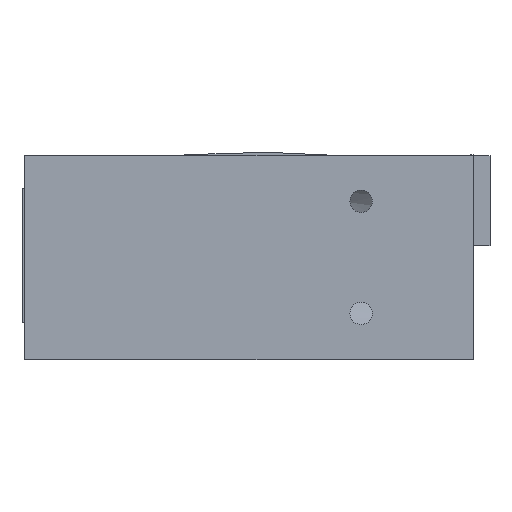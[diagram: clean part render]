
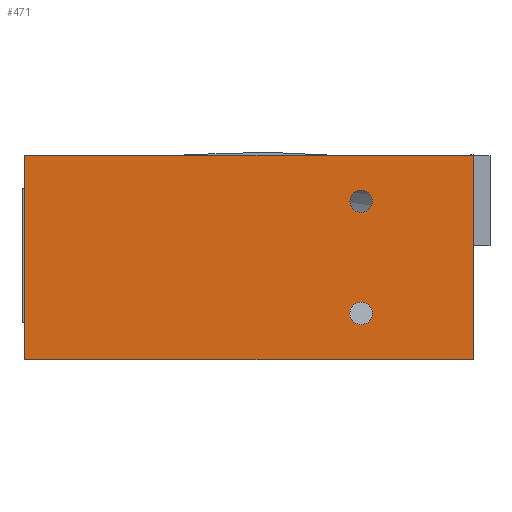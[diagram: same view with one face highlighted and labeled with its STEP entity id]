
A CAD part, left-side view. The second image highlights one B-rep face of the part: STEP entity #471.
In plain terms, the highlighted planar face has unit normal (-1, 0, 0).
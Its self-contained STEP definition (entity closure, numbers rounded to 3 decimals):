
#63=CIRCLE('',#564,20.);
#64=CIRCLE('',#565,20.);
#99=ORIENTED_EDGE('',*,*,#207,.T.);
#100=ORIENTED_EDGE('',*,*,#208,.T.);
#101=ORIENTED_EDGE('',*,*,#193,.T.);
#102=ORIENTED_EDGE('',*,*,#197,.T.);
#103=ORIENTED_EDGE('',*,*,#200,.T.);
#104=ORIENTED_EDGE('',*,*,#203,.T.);
#193=EDGE_CURVE('',#251,#252,#291,.T.);
#197=EDGE_CURVE('',#252,#255,#295,.T.);
#200=EDGE_CURVE('',#255,#257,#298,.T.);
#203=EDGE_CURVE('',#257,#251,#301,.T.);
#207=EDGE_CURVE('',#261,#261,#63,.T.);
#208=EDGE_CURVE('',#262,#262,#64,.T.);
#251=VERTEX_POINT('',#749);
#252=VERTEX_POINT('',#750);
#255=VERTEX_POINT('',#758);
#257=VERTEX_POINT('',#764);
#261=VERTEX_POINT('',#778);
#262=VERTEX_POINT('',#780);
#291=LINE('',#748,#329);
#295=LINE('',#757,#333);
#298=LINE('',#763,#336);
#301=LINE('',#769,#339);
#329=VECTOR('',#610,1000.);
#333=VECTOR('',#616,1000.);
#336=VECTOR('',#621,1000.);
#339=VECTOR('',#626,1000.);
#374=EDGE_LOOP('',(#99));
#375=EDGE_LOOP('',(#100));
#376=EDGE_LOOP('',(#101,#102,#103,#104));
#412=FACE_BOUND('',#374,.T.);
#413=FACE_BOUND('',#375,.T.);
#414=FACE_BOUND('',#376,.T.);
#448=PLANE('',#563);
#471=ADVANCED_FACE('',(#412,#413,#414),#448,.T.);
#563=AXIS2_PLACEMENT_3D('',#776,#634,#635);
#564=AXIS2_PLACEMENT_3D('',#777,#636,#637);
#565=AXIS2_PLACEMENT_3D('',#779,#638,#639);
#610=DIRECTION('',(0.,0.,1.));
#616=DIRECTION('',(0.,1.,0.));
#621=DIRECTION('',(0.,0.,-1.));
#626=DIRECTION('',(0.,-1.,0.));
#634=DIRECTION('',(-1.,0.,0.));
#635=DIRECTION('',(0.,-1.,0.));
#636=DIRECTION('',(1.,0.,0.));
#637=DIRECTION('',(0.,-1.,0.));
#638=DIRECTION('',(1.,0.,0.));
#639=DIRECTION('',(0.,-1.,0.));
#748=CARTESIAN_POINT('',(0.,-400.,-182.5));
#749=CARTESIAN_POINT('',(0.,-400.,-182.5));
#750=CARTESIAN_POINT('',(0.,-400.,182.5));
#757=CARTESIAN_POINT('',(0.,-400.,182.5));
#758=CARTESIAN_POINT('',(0.,400.,182.5));
#763=CARTESIAN_POINT('',(0.,400.,182.5));
#764=CARTESIAN_POINT('',(0.,400.,-182.5));
#769=CARTESIAN_POINT('',(0.,400.,-182.5));
#776=CARTESIAN_POINT('',(0.,0.,0.));
#777=CARTESIAN_POINT('',(0.,-200.,100.));
#778=CARTESIAN_POINT('',(0.,-220.,100.));
#779=CARTESIAN_POINT('',(0.,-200.,-100.));
#780=CARTESIAN_POINT('',(0.,-220.,-100.));
